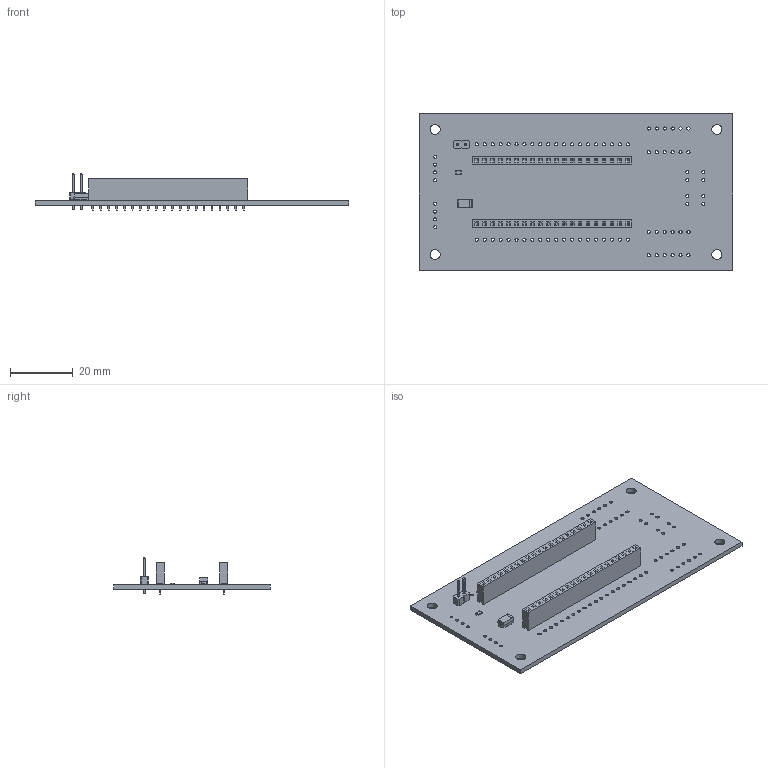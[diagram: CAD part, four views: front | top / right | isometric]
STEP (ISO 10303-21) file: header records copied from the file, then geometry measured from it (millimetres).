
FILE_DESCRIPTION(('KiCad electronic assembly'),'2;1');
FILE_NAME('speedy-breakout.step','2023-07-04T19:39:05',('Pcbnew'),( 'Kicad'),'Open CASCADE STEP processor 7.6','KiCad to STEP converter' ,'Unknown');
FILE_SCHEMA(('AUTOMOTIVE_DESIGN { 1 0 10303 214 1 1 1 1 }'));
Length unit declared in the file: millimetre
Products named in the file (10): speedy-breakout 1; PinSocket_1x20_P2.54mm_Vertical; SOLID; PinHeader_1x02_P2.54mm_Vertical; D_SMA; R_0805_2012Metric; speedy-breakout PCB
Assembly tree (10 placements, depth 3):
  speedy-breakout 1
    PinSocket_1x20_P2.54mm_Vertical  x2
      SOLID
    PinHeader_1x02_P2.54mm_Vertical
      SOLID
    D_SMA
      SOLID
    R_0805_2012Metric
      SOLID
    speedy-breakout PCB
Bounding box: 100 x 50 x 11.64 mm (x, y, z)
Volume: 9464.2 mm3; surface area: 13938.2 mm2
Topology: 6 solids, 6 shells, 1511 faces, 3934 edges, 2560 vertices
Faces by surface type: plane 1363, cylinder 138, bspline 10
Full cylindrical faces by diameter (mm): 0.95 x8, 1 x114, 3.2 x4
Entity records: 63384 total; most frequent: CARTESIAN_POINT 10982, DIRECTION 8664, LINE 6336, VECTOR 6336, ORIENTED_EDGE 4620, PCURVE 4620, DEFINITIONAL_REPRESENTATION 4620, EDGE_CURVE 2310
